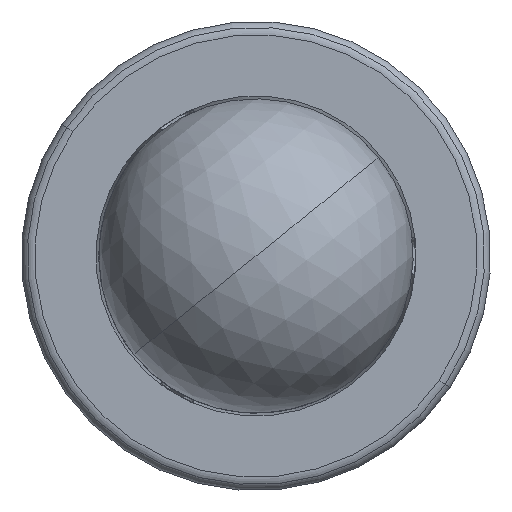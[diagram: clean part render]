
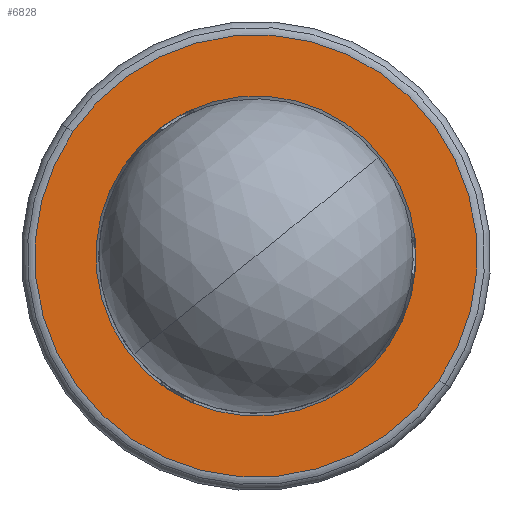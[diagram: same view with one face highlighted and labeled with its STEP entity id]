
A CAD part, left-side view. The second image highlights one B-rep face of the part: STEP entity #6828.
In plain terms, the highlighted face is planar.
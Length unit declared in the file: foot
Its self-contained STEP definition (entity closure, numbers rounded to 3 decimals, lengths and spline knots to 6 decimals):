
#23 = VERTEX_POINT ( 'NONE', #6730 ) ;
#317 = FACE_BOUND ( 'NONE', #494, .T. ) ;
#494 = EDGE_LOOP ( 'NONE', ( #8251, #6751 ) ) ;
#537 = ORIENTED_EDGE ( 'NONE', *, *, #1431, .F. ) ;
#553 = CIRCLE ( 'NONE', #8798, 0.017917 ) ;
#753 = AXIS2_PLACEMENT_3D ( 'NONE', #7342, #7220, #7209 ) ;
#781 = FACE_OUTER_BOUND ( 'NONE', #4812, .T. ) ;
#974 = VERTEX_POINT ( 'NONE', #6993 ) ;
#1431 = EDGE_CURVE ( 'NONE', #8732, #23, #6017, .T. ) ;
#1490 = EDGE_CURVE ( 'NONE', #974, #8318, #8756, .T. ) ;
#1726 = EDGE_CURVE ( 'NONE', #8318, #974, #553, .T. ) ;
#1754 = EDGE_CURVE ( 'NONE', #23, #8732, #4291, .T. ) ;
#3555 = CARTESIAN_POINT ( 'NONE',  ( 0.017917, 0.008, 0. ) ) ;
#4268 = CARTESIAN_POINT ( 'NONE',  ( 0., 0.008, -0.02475 ) ) ;
#4291 = CIRCLE ( 'NONE', #8518, 0.02475 ) ;
#4305 = PLANE ( 'NONE',  #7190 ) ;
#4812 = EDGE_LOOP ( 'NONE', ( #537, #8638 ) ) ;
#5010 = DIRECTION ( 'NONE',  ( 0., 0., -1. ) ) ;
#5024 = DIRECTION ( 'NONE',  ( 0., 0., 1. ) ) ;
#5055 = DIRECTION ( 'NONE',  ( 0., -1., 0. ) ) ;
#5222 = CARTESIAN_POINT ( 'NONE',  ( 0., 0.008, 0. ) ) ;
#6017 = CIRCLE ( 'NONE', #753, 0.02475 ) ;
#6192 = CARTESIAN_POINT ( 'NONE',  ( 0., 0.008, -0.017917 ) ) ;
#6724 = AXIS2_PLACEMENT_3D ( 'NONE', #5222, #5055, #5010 ) ;
#6730 = CARTESIAN_POINT ( 'NONE',  ( 0., 0.008, 0.02475 ) ) ;
#6751 = ORIENTED_EDGE ( 'NONE', *, *, #1490, .T. ) ;
#6787 = DIRECTION ( 'NONE',  ( 0., 0., -1. ) ) ;
#6828 = ADVANCED_FACE ( 'NONE', ( #317, #781 ), #4305, .T. ) ;
#6829 = DIRECTION ( 'NONE',  ( 0., -1., 0. ) ) ;
#6839 = CARTESIAN_POINT ( 'NONE',  ( 0., 0.008, 0. ) ) ;
#6993 = CARTESIAN_POINT ( 'NONE',  ( 0., 0.008, 0.017917 ) ) ;
#7009 = DIRECTION ( 'NONE',  ( 0., 0., -1. ) ) ;
#7061 = DIRECTION ( 'NONE',  ( 0., -1., 0. ) ) ;
#7098 = CARTESIAN_POINT ( 'NONE',  ( 0., 0.008, 0. ) ) ;
#7190 = AXIS2_PLACEMENT_3D ( 'NONE', #3555, #9114, #5024 ) ;
#7209 = DIRECTION ( 'NONE',  ( 0., 0., -1. ) ) ;
#7220 = DIRECTION ( 'NONE',  ( 0., -1., 0. ) ) ;
#7342 = CARTESIAN_POINT ( 'NONE',  ( 0., 0.008, 0. ) ) ;
#8251 = ORIENTED_EDGE ( 'NONE', *, *, #1726, .T. ) ;
#8318 = VERTEX_POINT ( 'NONE', #6192 ) ;
#8518 = AXIS2_PLACEMENT_3D ( 'NONE', #6839, #6829, #6787 ) ;
#8638 = ORIENTED_EDGE ( 'NONE', *, *, #1754, .F. ) ;
#8732 = VERTEX_POINT ( 'NONE', #4268 ) ;
#8756 = CIRCLE ( 'NONE', #6724, 0.017917 ) ;
#8798 = AXIS2_PLACEMENT_3D ( 'NONE', #7098, #7061, #7009 ) ;
#9114 = DIRECTION ( 'NONE',  ( 0., 1., 0. ) ) ;
